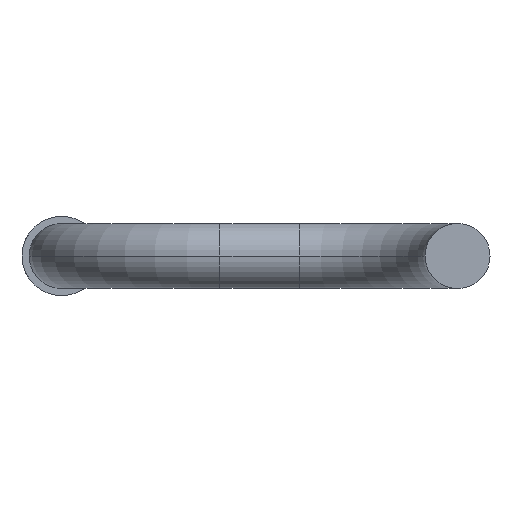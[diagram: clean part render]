
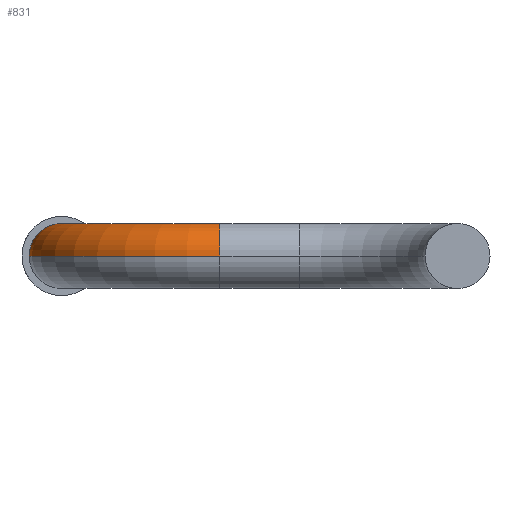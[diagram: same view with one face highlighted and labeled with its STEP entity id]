
A CAD part, left-side view. The second image highlights one B-rep face of the part: STEP entity #831.
In plain terms, the highlighted toroidal (fillet/blend) face has major radius 12.7 mm and minor radius 2.603 mm.
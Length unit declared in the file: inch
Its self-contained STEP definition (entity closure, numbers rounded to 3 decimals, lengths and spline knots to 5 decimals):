
#12 = CIRCLE ( 'NONE', #337, 0.1025 ) ;
#18 = EDGE_CURVE ( 'NONE', #289, #191, #624, .T. ) ;
#19 = DIRECTION ( 'NONE',  ( -1., 0., 0. ) ) ;
#33 = ORIENTED_EDGE ( 'NONE', *, *, #422, .F. ) ;
#78 = EDGE_LOOP ( 'NONE', ( #487, #710, #516, #33 ) ) ;
#80 = CIRCLE ( 'NONE', #452, 0.1025 ) ;
#81 = DIRECTION ( 'NONE',  ( 0., 0., 1. ) ) ;
#113 = CARTESIAN_POINT ( 'NONE',  ( -2.8975, -0.5, 0. ) ) ;
#136 = DIRECTION ( 'NONE',  ( 0., -1., 0. ) ) ;
#137 = EDGE_CURVE ( 'NONE', #351, #191, #12, .T. ) ;
#147 = DIRECTION ( 'NONE',  ( 1., 0., 0. ) ) ;
#171 = CARTESIAN_POINT ( 'NONE',  ( -2.5, 0., 0. ) ) ;
#191 = VERTEX_POINT ( 'NONE', #670 ) ;
#201 = CARTESIAN_POINT ( 'NONE',  ( -2.5, -0.5, 0. ) ) ;
#226 = CARTESIAN_POINT ( 'NONE',  ( -2.5, -0.5, 0. ) ) ;
#235 = CARTESIAN_POINT ( 'NONE',  ( -3., -0.5, 0. ) ) ;
#243 = DIRECTION ( 'NONE',  ( 1., 0., 0. ) ) ;
#274 = DIRECTION ( 'NONE',  ( 1., 0., 0. ) ) ;
#289 = VERTEX_POINT ( 'NONE', #545 ) ;
#337 = AXIS2_PLACEMENT_3D ( 'NONE', #235, #136, #243 ) ;
#344 = FACE_OUTER_BOUND ( 'NONE', #78, .T. ) ;
#351 = VERTEX_POINT ( 'NONE', #113 ) ;
#377 = VERTEX_POINT ( 'NONE', #939 ) ;
#422 = EDGE_CURVE ( 'NONE', #377, #351, #449, .T. ) ;
#449 = CIRCLE ( 'NONE', #613, 0.3975 ) ;
#452 = AXIS2_PLACEMENT_3D ( 'NONE', #171, #19, #892 ) ;
#487 = ORIENTED_EDGE ( 'NONE', *, *, #614, .T. ) ;
#516 = ORIENTED_EDGE ( 'NONE', *, *, #137, .F. ) ;
#545 = CARTESIAN_POINT ( 'NONE',  ( -2.5, 0.1025, 0. ) ) ;
#578 = AXIS2_PLACEMENT_3D ( 'NONE', #676, #81, #752 ) ;
#613 = AXIS2_PLACEMENT_3D ( 'NONE', #201, #715, #274 ) ;
#614 = EDGE_CURVE ( 'NONE', #377, #289, #80, .T. ) ;
#624 = CIRCLE ( 'NONE', #644, 0.6025 ) ;
#644 = AXIS2_PLACEMENT_3D ( 'NONE', #226, #739, #147 ) ;
#670 = CARTESIAN_POINT ( 'NONE',  ( -3.1025, -0.5, 0. ) ) ;
#676 = CARTESIAN_POINT ( 'NONE',  ( -2.5, -0.5, 0. ) ) ;
#710 = ORIENTED_EDGE ( 'NONE', *, *, #18, .T. ) ;
#715 = DIRECTION ( 'NONE',  ( 0., 0., 1. ) ) ;
#729 = TOROIDAL_SURFACE ( 'NONE', #578, 0.5, 0.1025 ) ;
#739 = DIRECTION ( 'NONE',  ( 0., 0., 1. ) ) ;
#752 = DIRECTION ( 'NONE',  ( 1., 0., 0. ) ) ;
#831 = ADVANCED_FACE ( 'NONE', ( #344 ), #729, .T. ) ;
#892 = DIRECTION ( 'NONE',  ( 0., -1., 0. ) ) ;
#939 = CARTESIAN_POINT ( 'NONE',  ( -2.5, -0.1025, 0. ) ) ;
